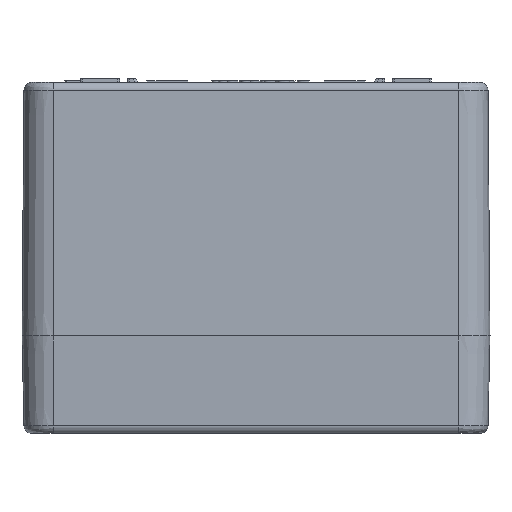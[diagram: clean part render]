
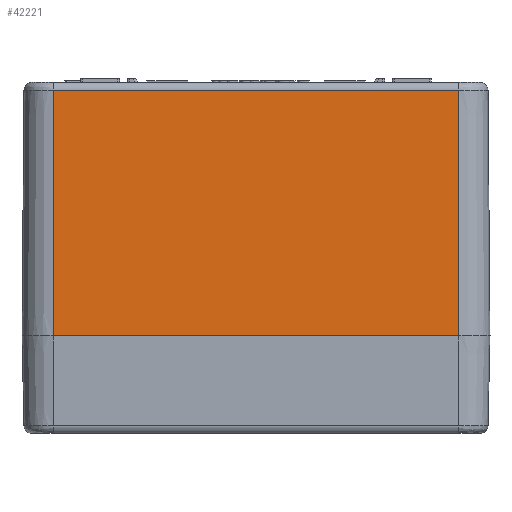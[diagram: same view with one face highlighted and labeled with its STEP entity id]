
A CAD part, left-side view. The second image highlights one B-rep face of the part: STEP entity #42221.
In plain terms, the highlighted planar face has unit normal (-1, 0, 0.008).
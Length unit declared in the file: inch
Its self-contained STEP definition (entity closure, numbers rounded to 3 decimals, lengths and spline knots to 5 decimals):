
#760 = VERTEX_POINT ( 'NONE', #28699 ) ;
#900 = CARTESIAN_POINT ( 'NONE',  ( -2.40155, 2.0473, -2.559 ) ) ;
#1443 = VERTEX_POINT ( 'NONE', #33061 ) ;
#2389 = CARTESIAN_POINT ( 'NONE',  ( -2.38185, 2.0473, -0.07808 ) ) ;
#2727 = CARTESIAN_POINT ( 'NONE',  ( -2.38185, -1.02365, -0.07808 ) ) ;
#3146 = ORIENTED_EDGE ( 'NONE', *, *, #7678, .F. ) ;
#5852 = CARTESIAN_POINT ( 'NONE',  ( -2.40155, -2.0473, -2.559 ) ) ;
#6362 = VECTOR ( 'NONE', #10149, 39.37008 ) ;
#7095 = CARTESIAN_POINT ( 'NONE',  ( -2.38185, -2.0473, -0.07808 ) ) ;
#7678 = EDGE_CURVE ( 'NONE', #23690, #40570, #39118, .T. ) ;
#9147 = DIRECTION ( 'NONE',  ( 0.008, 0., 1. ) ) ;
#10149 = DIRECTION ( 'NONE',  ( 0., -1., 0. ) ) ;
#10502 = DIRECTION ( 'NONE',  ( -0.008, 0., -1. ) ) ;
#13731 = CARTESIAN_POINT ( 'NONE',  ( -2.40155, -2.0473, -2.559 ) ) ;
#15110 = LINE ( 'NONE', #13731, #6362 ) ;
#17502 = AXIS2_PLACEMENT_3D ( 'NONE', #5852, #21798, #9147 ) ;
#19444 = LINE ( 'NONE', #20507, #27079 ) ;
#20507 = CARTESIAN_POINT ( 'NONE',  ( -2.40155, -2.0473, -2.559 ) ) ;
#20559 = ORIENTED_EDGE ( 'NONE', *, *, #25998, .F. ) ;
#20788 = VECTOR ( 'NONE', #39130, 39.37008 ) ;
#21798 = DIRECTION ( 'NONE',  ( -1., 0., 0.008 ) ) ;
#22638 = EDGE_CURVE ( 'NONE', #1443, #760, #15110, .T. ) ;
#23690 = VERTEX_POINT ( 'NONE', #2389 ) ;
#23882 = VECTOR ( 'NONE', #10502, 39.37008 ) ;
#24074 = DIRECTION ( 'NONE',  ( -0.008, 0., -1. ) ) ;
#25998 = EDGE_CURVE ( 'NONE', #40570, #760, #19444, .T. ) ;
#26859 = EDGE_LOOP ( 'NONE', ( #28107, #20559, #3146, #30315 ) ) ;
#27079 = VECTOR ( 'NONE', #24074, 39.37008 ) ;
#28107 = ORIENTED_EDGE ( 'NONE', *, *, #22638, .T. ) ;
#28567 = PLANE ( 'NONE',  #17502 ) ;
#28699 = CARTESIAN_POINT ( 'NONE',  ( -2.40155, -2.0473, -2.559 ) ) ;
#30315 = ORIENTED_EDGE ( 'NONE', *, *, #33459, .T. ) ;
#33061 = CARTESIAN_POINT ( 'NONE',  ( -2.40155, 2.0473, -2.559 ) ) ;
#33459 = EDGE_CURVE ( 'NONE', #23690, #1443, #40152, .T. ) ;
#35174 = FACE_OUTER_BOUND ( 'NONE', #26859, .T. ) ;
#39118 = LINE ( 'NONE', #2727, #20788 ) ;
#39130 = DIRECTION ( 'NONE',  ( 0., -1., 0. ) ) ;
#40152 = LINE ( 'NONE', #900, #23882 ) ;
#40570 = VERTEX_POINT ( 'NONE', #7095 ) ;
#42221 = ADVANCED_FACE ( 'NONE', ( #35174 ), #28567, .T. ) ;
